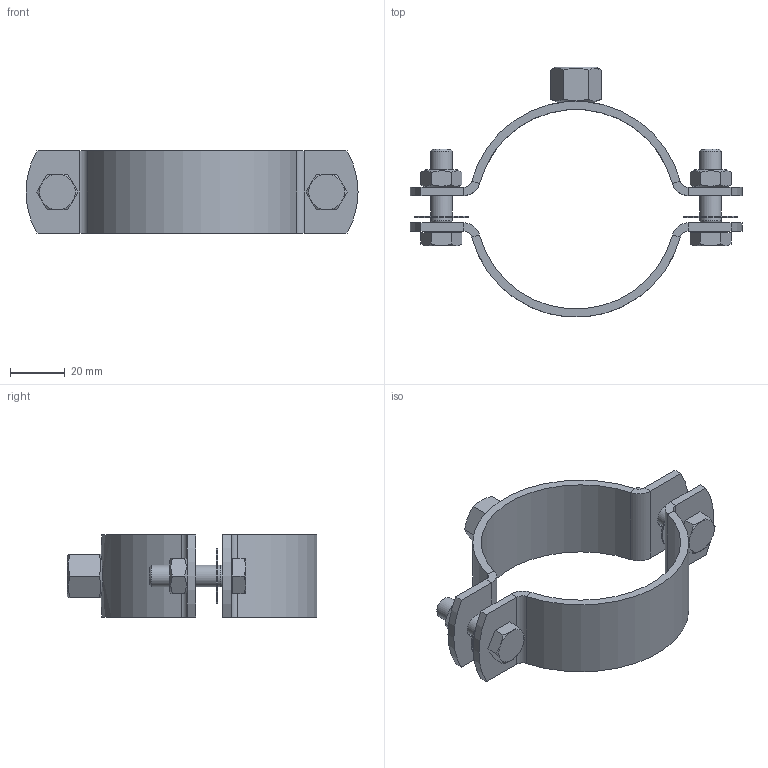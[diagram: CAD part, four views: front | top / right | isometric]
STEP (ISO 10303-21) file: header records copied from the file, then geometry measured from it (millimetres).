
FILE_DESCRIPTION((''),'2;1');
FILE_NAME('124906.stp','2011-07-18T09:59:53',('DMK009'),(''),'Autodesk Inventor 2012','Autodesk Inventor 2012','');
FILE_SCHEMA(('AUTOMOTIVE_DESIGN { 1 0 10303 214 1 1 1 1 }'));
Length unit declared in the file: millimetre
Products named in the file (1): 124906
Bounding box: 121.4 x 91.35 x 30 mm (x, y, z)
Volume: 33915 mm3; surface area: 24602.1 mm2
Topology: 1 solids, 1 shells, 132 faces, 286 edges, 176 vertices
Faces by surface type: plane 75, cylinder 33, cone 23, sphere 1
Full cylindrical faces by diameter (mm): 7.323 x2, 8 x6, 8.376 x1, 9 x4, 11.4 x2, 20 x2
Entity records: 3446 total; most frequent: CARTESIAN_POINT 698, DIRECTION 556, ORIENTED_EDGE 498, EDGE_CURVE 249, AXIS2_PLACEMENT_3D 229, EDGE_LOOP 182, VERTEX_POINT 167, FACE_OUTER_BOUND 132
